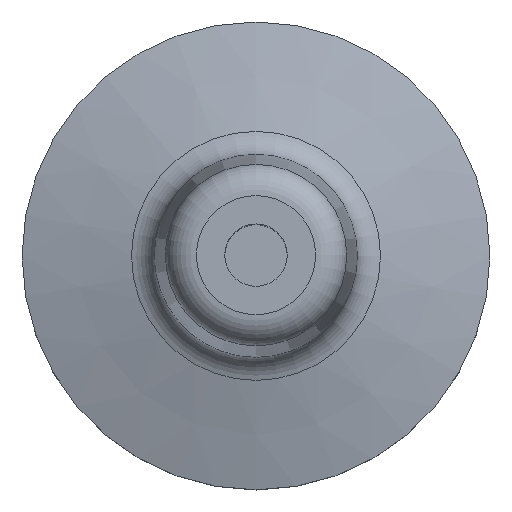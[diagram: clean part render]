
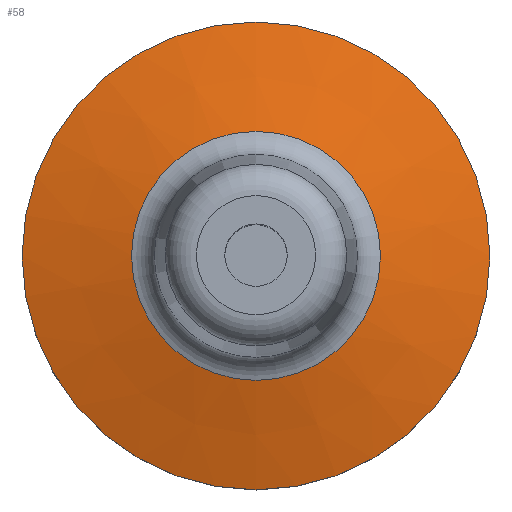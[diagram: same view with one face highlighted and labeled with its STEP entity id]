
A CAD part, top view. The second image highlights one B-rep face of the part: STEP entity #58.
In plain terms, the highlighted conical face has half-angle 75 degrees and reference radius 6.5 mm.
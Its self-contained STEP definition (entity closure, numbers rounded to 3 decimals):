
#53=CONICAL_SURFACE('',#231,6.5,75.);
#58=ADVANCED_FACE('',(#84,#85),#53,.T.);
#84=FACE_BOUND('',#114,.T.);
#85=FACE_BOUND('',#115,.T.);
#114=EDGE_LOOP('',(#146));
#115=EDGE_LOOP('',(#147));
#146=ORIENTED_EDGE('',*,*,#193,.T.);
#147=ORIENTED_EDGE('',*,*,#194,.F.);
#177=VERTEX_POINT('',#337);
#178=VERTEX_POINT('',#339);
#193=EDGE_CURVE('',#177,#177,#209,.T.);
#194=EDGE_CURVE('',#178,#178,#210,.T.);
#209=CIRCLE('',#229,7.982);
#210=CIRCLE('',#230,15.);
#229=AXIS2_PLACEMENT_3D('',#336,#272,#273);
#230=AXIS2_PLACEMENT_3D('',#338,#274,#275);
#231=AXIS2_PLACEMENT_3D('',#340,#276,#277);
#272=DIRECTION('',(0.,0.,-1.));
#273=DIRECTION('',(0.,1.,0.));
#274=DIRECTION('',(0.,0.,-1.));
#275=DIRECTION('',(0.,1.,0.));
#276=DIRECTION('',(0.,0.,-1.));
#277=DIRECTION('',(0.,1.,0.));
#336=CARTESIAN_POINT('',(0.,0.,6.886));
#337=CARTESIAN_POINT('',(0.,7.982,6.886));
#338=CARTESIAN_POINT('',(0.,0.,5.005));
#339=CARTESIAN_POINT('',(0.,15.,5.005));
#340=CARTESIAN_POINT('',(0.,0.,7.283));
